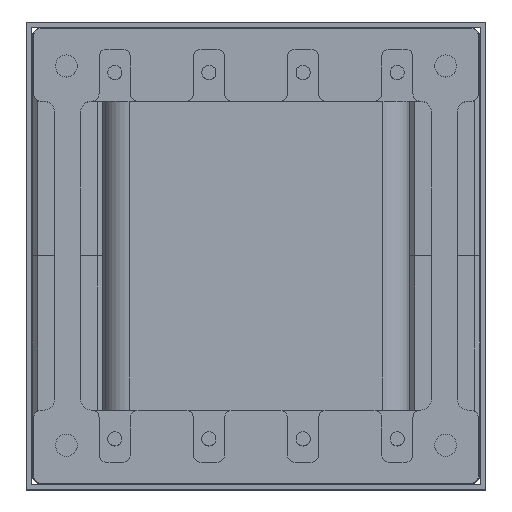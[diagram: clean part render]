
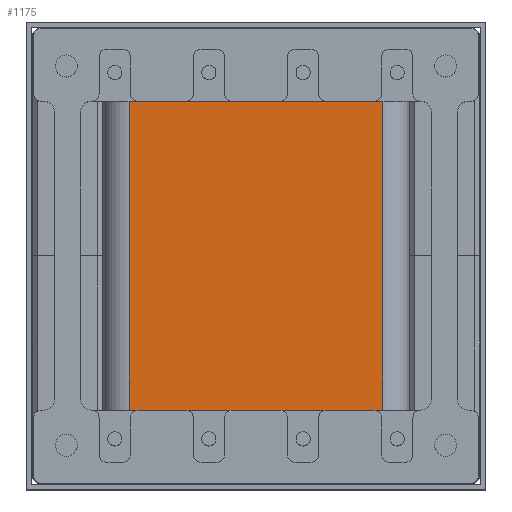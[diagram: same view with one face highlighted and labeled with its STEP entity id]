
A CAD part, top view. The second image highlights one B-rep face of the part: STEP entity #1175.
In plain terms, the highlighted face is planar.
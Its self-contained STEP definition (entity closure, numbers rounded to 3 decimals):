
#9 = VERTEX_POINT ( 'NONE', #7000 ) ;
#226 = DIRECTION ( 'NONE',  ( -1., 0., 0. ) ) ;
#278 = VECTOR ( 'NONE', #3952, 1000. ) ;
#286 = CARTESIAN_POINT ( 'NONE',  ( 29.25, 29.5, 24.25 ) ) ;
#491 = CARTESIAN_POINT ( 'NONE',  ( 29.25, -29.5, -24.25 ) ) ;
#755 = PLANE ( 'NONE',  #6722 ) ;
#1175 = ADVANCED_FACE ( 'NONE', ( #5333 ), #755, .F. ) ;
#1503 = VECTOR ( 'NONE', #1826, 1000. ) ;
#1506 = ORIENTED_EDGE ( 'NONE', *, *, #5063, .F. ) ;
#1606 = EDGE_CURVE ( 'NONE', #7220, #9, #5592, .T. ) ;
#1763 = CARTESIAN_POINT ( 'NONE',  ( 29.25, 29.5, -24.25 ) ) ;
#1826 = DIRECTION ( 'NONE',  ( 0., -1., 0. ) ) ;
#1872 = CARTESIAN_POINT ( 'NONE',  ( 29.25, 29.5, -24.25 ) ) ;
#2168 = EDGE_CURVE ( 'NONE', #4430, #7220, #4394, .T. ) ;
#2283 = CARTESIAN_POINT ( 'NONE',  ( 29.25, 29.5, 24.25 ) ) ;
#2320 = ORIENTED_EDGE ( 'NONE', *, *, #6604, .F. ) ;
#2455 = CARTESIAN_POINT ( 'NONE',  ( 29.25, 29.5, -24.25 ) ) ;
#3019 = CARTESIAN_POINT ( 'NONE',  ( 29.25, 29.5, -24.25 ) ) ;
#3469 = EDGE_LOOP ( 'NONE', ( #6999, #2320, #1506, #5799 ) ) ;
#3952 = DIRECTION ( 'NONE',  ( 0., 0., -1. ) ) ;
#4045 = DIRECTION ( 'NONE',  ( 0., 0., -1. ) ) ;
#4210 = CARTESIAN_POINT ( 'NONE',  ( 29.25, -29.5, 24.25 ) ) ;
#4394 = LINE ( 'NONE', #2283, #6502 ) ;
#4430 = VERTEX_POINT ( 'NONE', #286 ) ;
#4561 = LINE ( 'NONE', #1872, #1503 ) ;
#4573 = DIRECTION ( 'NONE',  ( 0., -1., 0. ) ) ;
#4606 = LINE ( 'NONE', #1763, #7084 ) ;
#5063 = EDGE_CURVE ( 'NONE', #4430, #5407, #4606, .T. ) ;
#5333 = FACE_OUTER_BOUND ( 'NONE', #3469, .T. ) ;
#5407 = VERTEX_POINT ( 'NONE', #2455 ) ;
#5592 = LINE ( 'NONE', #491, #278 ) ;
#5799 = ORIENTED_EDGE ( 'NONE', *, *, #2168, .T. ) ;
#6476 = DIRECTION ( 'NONE',  ( 0., 0., 1. ) ) ;
#6502 = VECTOR ( 'NONE', #4573, 1000. ) ;
#6604 = EDGE_CURVE ( 'NONE', #5407, #9, #4561, .T. ) ;
#6722 = AXIS2_PLACEMENT_3D ( 'NONE', #3019, #226, #6476 ) ;
#6999 = ORIENTED_EDGE ( 'NONE', *, *, #1606, .T. ) ;
#7000 = CARTESIAN_POINT ( 'NONE',  ( 29.25, -29.5, -24.25 ) ) ;
#7084 = VECTOR ( 'NONE', #4045, 1000. ) ;
#7220 = VERTEX_POINT ( 'NONE', #4210 ) ;
